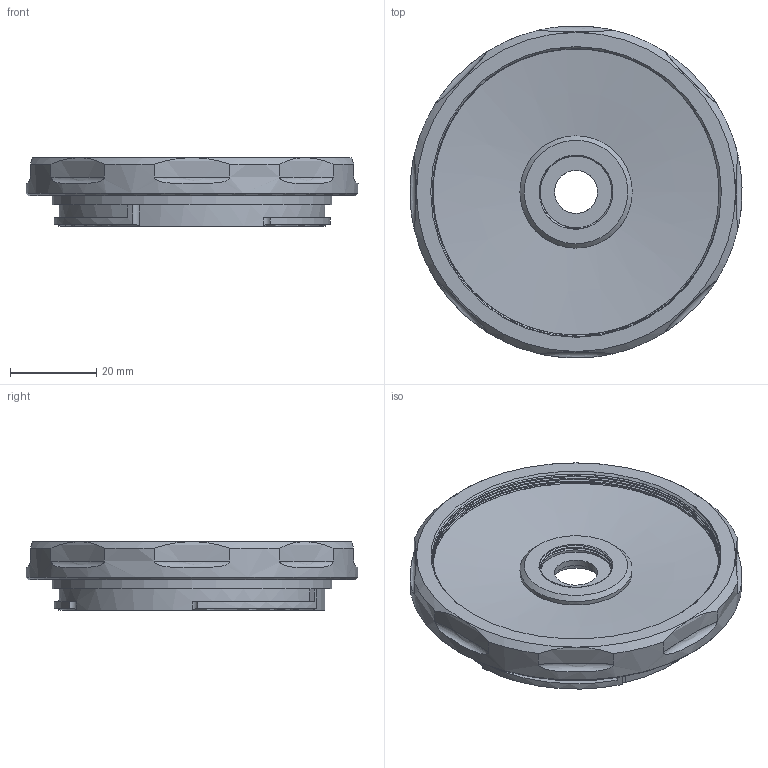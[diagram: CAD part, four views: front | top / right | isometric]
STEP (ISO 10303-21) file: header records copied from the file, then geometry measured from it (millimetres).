
FILE_DESCRIPTION(/* description */ ('Unknown'),/* implementation_level */ '2;1');
FILE_NAME(/* name */ 'kodakFunsaver_fujiGFX_body',/* time_stamp */ '2025-04-08T08:58:27-10:00',/* author */ ('Unknown'),/* organization */ ('Unknown'),/* preprocessor_version */ 'ST-DEVELOPER v18.1',/* originating_system */ 'Solid Edge',/* authorisation */ 'Unknown');
FILE_SCHEMA (('AUTOMOTIVE_DESIGN {1 0 10303 214 3 1 1}'));
Length unit declared in the file: millimetre
Products named in the file (2): kodakFunsaver; kodakFunsaver_fujiGFX_body
Assembly tree (1 placements, depth 2):
  kodakFunsaver
    kodakFunsaver_fujiGFX_body
Bounding box: 76.99 x 76.97 x 15.95 mm (x, y, z)
Volume: 28693.3 mm3; surface area: 15249 mm2
Topology: 1 solids, 1 shells, 116 faces, 290 edges, 185 vertices
Faces by surface type: cylinder 38, plane 37, cone 22, torus 11, bspline 7, sphere 1
Full cylindrical faces by diameter (mm): 10 x1, 16.6 x2, 26.001 x1, 58 x1, 64.9 x1, 77 x1
Entity records: 5262 total; most frequent: CARTESIAN_POINT 2707, ORIENTED_EDGE 520, DIRECTION 503, EDGE_CURVE 260, AXIS2_PLACEMENT_3D 206, VERTEX_POINT 171, EDGE_LOOP 139, FACE_BOUND 139
